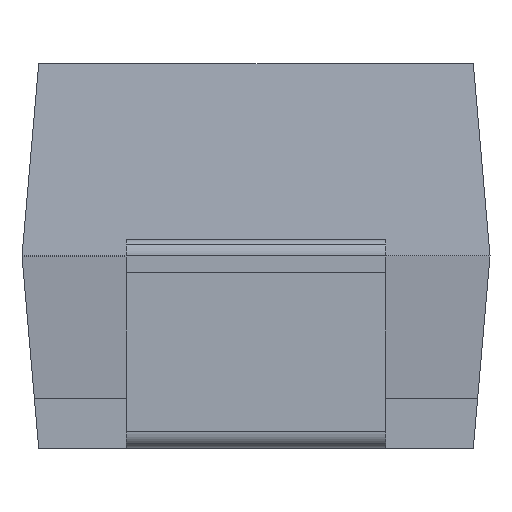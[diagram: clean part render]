
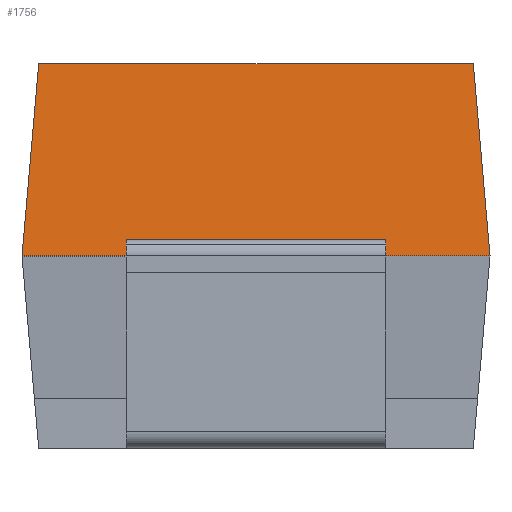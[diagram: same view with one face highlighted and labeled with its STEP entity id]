
A CAD part, left-side view. The second image highlights one B-rep face of the part: STEP entity #1756.
In plain terms, the highlighted planar face has unit normal (-0.996, 0, 0.087).
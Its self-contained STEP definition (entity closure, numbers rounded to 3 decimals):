
#1644=CARTESIAN_POINT('',(-2.15,1.3,2.3));
#1645=VERTEX_POINT('',#1644);
#1652=CARTESIAN_POINT('',(-2.15,-1.3,2.3));
#1653=VERTEX_POINT('',#1652);
#1654=CARTESIAN_POINT('',(-2.15,-1.3,2.3));
#1655=DIRECTION('',(0.0,1.0,0.0));
#1656=VECTOR('',#1655,2.6);
#1657=LINE('',#1654,#1656);
#1658=EDGE_CURVE('',#1653,#1645,#1657,.T.);
#1707=CARTESIAN_POINT('',(-2.25,1.4,1.15));
#1708=VERTEX_POINT('',#1707);
#1715=CARTESIAN_POINT('',(-2.25,1.4,1.15));
#1716=DIRECTION('',(0.086,-0.086,0.993));
#1717=VECTOR('',#1716,1.159);
#1718=LINE('',#1715,#1717);
#1719=EDGE_CURVE('',#1708,#1645,#1718,.T.);
#1733=CARTESIAN_POINT('',(-2.2,0.7,1.725));
#1734=DIRECTION('',(-0.996,0.,0.087));
#1735=DIRECTION('',(0.087,0.,0.996));
#1736=AXIS2_PLACEMENT_3D('',#1733,#1734,#1735);
#1737=PLANE('',#1736);
#1738=CARTESIAN_POINT('',(-2.25,-1.4,1.15));
#1739=VERTEX_POINT('',#1738);
#1740=CARTESIAN_POINT('',(-2.25,1.4,1.15));
#1741=DIRECTION('',(0.0,-1.0,0.0));
#1742=VECTOR('',#1741,2.8);
#1743=LINE('',#1740,#1742);
#1744=EDGE_CURVE('',#1708,#1739,#1743,.T.);
#1745=ORIENTED_EDGE('',*,*,#1744,.T.);
#1746=CARTESIAN_POINT('',(-2.25,-1.4,1.15));
#1747=DIRECTION('',(0.086,0.086,0.993));
#1748=VECTOR('',#1747,1.159);
#1749=LINE('',#1746,#1748);
#1750=EDGE_CURVE('',#1739,#1653,#1749,.T.);
#1751=ORIENTED_EDGE('',*,*,#1750,.T.);
#1752=ORIENTED_EDGE('',*,*,#1658,.T.);
#1753=ORIENTED_EDGE('',*,*,#1719,.F.);
#1754=EDGE_LOOP('',(#1745,#1751,#1752,#1753));
#1755=FACE_OUTER_BOUND('',#1754,.T.);
#1756=ADVANCED_FACE('',(#1755),#1737,.T.);
